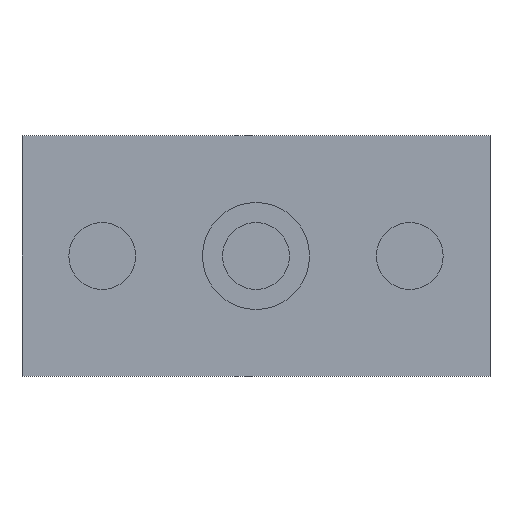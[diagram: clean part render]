
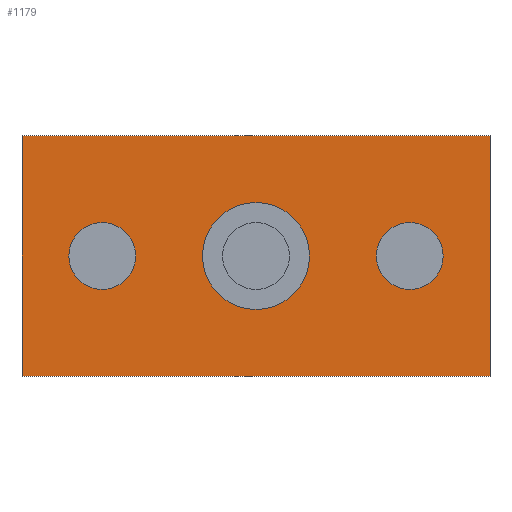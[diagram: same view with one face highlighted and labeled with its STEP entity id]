
A CAD part, front view. The second image highlights one B-rep face of the part: STEP entity #1179.
In plain terms, the highlighted planar face has unit normal (0, -1, 0).
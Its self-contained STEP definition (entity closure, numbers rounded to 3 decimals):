
#78 = CARTESIAN_POINT ( 'NONE',  ( 0., -1.25, -4. ) ) ;
#211 = VERTEX_POINT ( 'NONE', #1952 ) ;
#214 = ORIENTED_EDGE ( 'NONE', *, *, #1529, .T. ) ;
#238 = EDGE_LOOP ( 'NONE', ( #1099, #293, #272, #214 ) ) ;
#264 = EDGE_LOOP ( 'NONE', ( #427, #454 ) ) ;
#272 = ORIENTED_EDGE ( 'NONE', *, *, #2345, .F. ) ;
#293 = ORIENTED_EDGE ( 'NONE', *, *, #2000, .F. ) ;
#373 = AXIS2_PLACEMENT_3D ( 'NONE', #882, #880, #870 ) ;
#427 = ORIENTED_EDGE ( 'NONE', *, *, #644, .F. ) ;
#434 = CARTESIAN_POINT ( 'NONE',  ( 17.5, -1.25, 9. ) ) ;
#451 = EDGE_CURVE ( 'NONE', #2203, #670, #2165, .T. ) ;
#454 = ORIENTED_EDGE ( 'NONE', *, *, #1166, .F. ) ;
#502 = FACE_BOUND ( 'NONE', #264, .T. ) ;
#577 = DIRECTION ( 'NONE',  ( 0., 0., -1. ) ) ;
#633 = CIRCLE ( 'NONE', #373, 4. ) ;
#636 = VECTOR ( 'NONE', #944, 1000. ) ;
#644 = EDGE_CURVE ( 'NONE', #2336, #926, #633, .T. ) ;
#670 = VERTEX_POINT ( 'NONE', #818 ) ;
#818 = CARTESIAN_POINT ( 'NONE',  ( 17.5, -1.25, -9. ) ) ;
#870 = DIRECTION ( 'NONE',  ( 0., 0., 1. ) ) ;
#880 = DIRECTION ( 'NONE',  ( 0., -1., 0. ) ) ;
#882 = CARTESIAN_POINT ( 'NONE',  ( 0., -1.25, 0. ) ) ;
#926 = VERTEX_POINT ( 'NONE', #78 ) ;
#944 = DIRECTION ( 'NONE',  ( 0., 0., -1. ) ) ;
#1028 = AXIS2_PLACEMENT_3D ( 'NONE', #1861, #2115, #1315 ) ;
#1030 = CARTESIAN_POINT ( 'NONE',  ( -17.5, -1.25, -9. ) ) ;
#1055 = PLANE ( 'NONE',  #1417 ) ;
#1099 = ORIENTED_EDGE ( 'NONE', *, *, #451, .T. ) ;
#1166 = EDGE_CURVE ( 'NONE', #926, #2336, #1795, .T. ) ;
#1170 = VECTOR ( 'NONE', #577, 1000. ) ;
#1179 = ADVANCED_FACE ( 'NONE', ( #2333, #502 ), #1055, .F. ) ;
#1224 = VECTOR ( 'NONE', #2226, 1000. ) ;
#1234 = VERTEX_POINT ( 'NONE', #1956 ) ;
#1315 = DIRECTION ( 'NONE',  ( 0., 0., 1. ) ) ;
#1417 = AXIS2_PLACEMENT_3D ( 'NONE', #2104, #1572, #2117 ) ;
#1529 = EDGE_CURVE ( 'NONE', #1234, #2203, #2340, .T. ) ;
#1572 = DIRECTION ( 'NONE',  ( 0., 1., 0. ) ) ;
#1669 = CARTESIAN_POINT ( 'NONE',  ( -17.5, -1.25, 9. ) ) ;
#1703 = CARTESIAN_POINT ( 'NONE',  ( -17.5, -1.25, 9. ) ) ;
#1727 = LINE ( 'NONE', #434, #1170 ) ;
#1795 = CIRCLE ( 'NONE', #1028, 4. ) ;
#1842 = CARTESIAN_POINT ( 'NONE',  ( -17.5, -1.25, -9. ) ) ;
#1855 = DIRECTION ( 'NONE',  ( 1., 0., 0. ) ) ;
#1861 = CARTESIAN_POINT ( 'NONE',  ( 0., -1.25, 0. ) ) ;
#1938 = LINE ( 'NONE', #1669, #1224 ) ;
#1952 = CARTESIAN_POINT ( 'NONE',  ( 17.5, -1.25, 9. ) ) ;
#1956 = CARTESIAN_POINT ( 'NONE',  ( -17.5, -1.25, 9. ) ) ;
#1979 = CARTESIAN_POINT ( 'NONE',  ( 0., -1.25, 4. ) ) ;
#2000 = EDGE_CURVE ( 'NONE', #211, #670, #1727, .T. ) ;
#2104 = CARTESIAN_POINT ( 'NONE',  ( -17.5, -1.25, 9. ) ) ;
#2115 = DIRECTION ( 'NONE',  ( 0., -1., 0. ) ) ;
#2117 = DIRECTION ( 'NONE',  ( 0., 0., 1. ) ) ;
#2165 = LINE ( 'NONE', #1842, #2187 ) ;
#2187 = VECTOR ( 'NONE', #1855, 1000. ) ;
#2203 = VERTEX_POINT ( 'NONE', #1030 ) ;
#2226 = DIRECTION ( 'NONE',  ( 1., 0., 0. ) ) ;
#2333 = FACE_OUTER_BOUND ( 'NONE', #238, .T. ) ;
#2336 = VERTEX_POINT ( 'NONE', #1979 ) ;
#2340 = LINE ( 'NONE', #1703, #636 ) ;
#2345 = EDGE_CURVE ( 'NONE', #1234, #211, #1938, .T. ) ;
